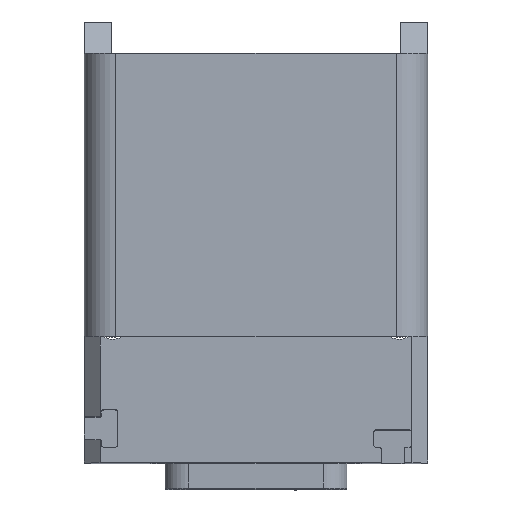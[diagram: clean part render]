
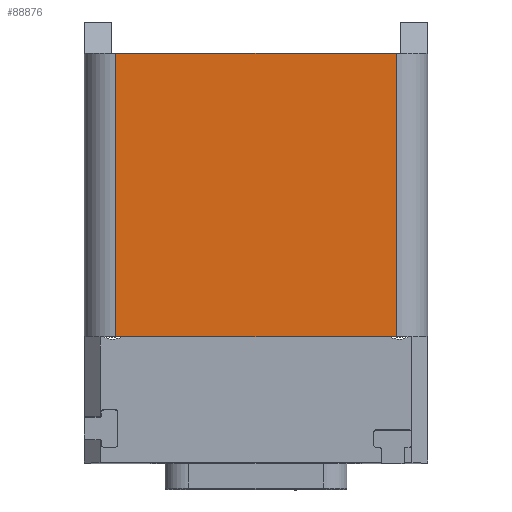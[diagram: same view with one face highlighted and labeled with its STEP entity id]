
A CAD part, top view. The second image highlights one B-rep face of the part: STEP entity #88876.
In plain terms, the highlighted planar face has unit normal (0, 0, 1).
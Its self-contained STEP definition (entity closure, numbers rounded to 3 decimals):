
#10704=DIRECTION('',(1.,0.,0.));
#10705=VECTOR('',#10704,17.8);
#10706=CARTESIAN_POINT('',(-8.9,1.65,15.85));
#10707=LINE('',#10706,#10705);
#10721=DIRECTION('',(0.,-1.,0.));
#10722=VECTOR('',#10721,18.);
#10723=CARTESIAN_POINT('',(8.9,19.65,15.85));
#10724=LINE('',#10723,#10722);
#10738=DIRECTION('',(1.,0.,0.));
#10739=VECTOR('',#10738,17.8);
#10740=CARTESIAN_POINT('',(-8.9,19.65,15.85));
#10741=LINE('',#10740,#10739);
#10742=DIRECTION('',(0.,1.,0.));
#10743=VECTOR('',#10742,18.);
#10744=CARTESIAN_POINT('',(-8.9,1.65,15.85));
#10745=LINE('',#10744,#10743);
#69612=CARTESIAN_POINT('',(-8.9,1.65,15.85));
#69613=CARTESIAN_POINT('',(8.9,1.65,15.85));
#69614=VERTEX_POINT('',#69612);
#69615=VERTEX_POINT('',#69613);
#69800=CARTESIAN_POINT('',(-8.9,19.65,15.85));
#69801=VERTEX_POINT('',#69800);
#69802=CARTESIAN_POINT('',(8.9,19.65,15.85));
#69803=VERTEX_POINT('',#69802);
#88863=CARTESIAN_POINT('',(-10.9,21.65,15.85));
#88864=DIRECTION('',(0.,0.,1.));
#88865=DIRECTION('',(0.,-1.,0.));
#88866=AXIS2_PLACEMENT_3D('',#88863,#88864,#88865);
#88867=PLANE('',#88866);
#88869=ORIENTED_EDGE('',*,*,#88868,.T.);
#88871=ORIENTED_EDGE('',*,*,#88870,.T.);
#88872=ORIENTED_EDGE('',*,*,#88852,.T.);
#88873=ORIENTED_EDGE('',*,*,#88824,.F.);
#88874=EDGE_LOOP('',(#88869,#88871,#88872,#88873));
#88875=FACE_OUTER_BOUND('',#88874,.F.);
#88876=ADVANCED_FACE('',(#88875),#88867,.T.);
#88824=EDGE_CURVE('',#69614,#69615,#10707,.T.);
#88852=EDGE_CURVE('',#69803,#69615,#10724,.T.);
#88868=EDGE_CURVE('',#69614,#69801,#10745,.T.);
#88870=EDGE_CURVE('',#69801,#69803,#10741,.T.);
